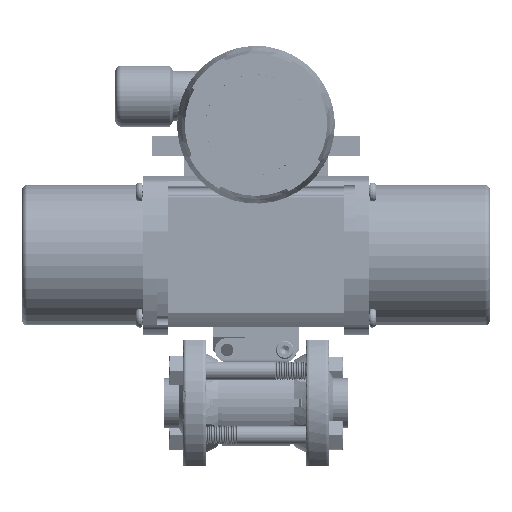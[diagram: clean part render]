
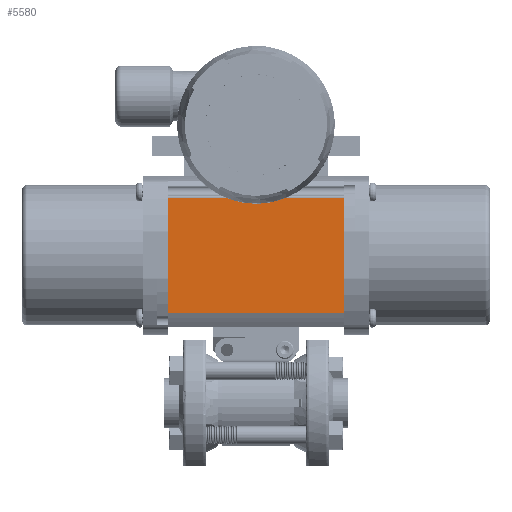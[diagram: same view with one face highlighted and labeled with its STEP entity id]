
A CAD part, top view. The second image highlights one B-rep face of the part: STEP entity #5580.
In plain terms, the highlighted planar face has unit normal (0, 0, 1).
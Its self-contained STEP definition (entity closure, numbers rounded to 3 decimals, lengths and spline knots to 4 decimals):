
#2461 = CARTESIAN_POINT ( 'NONE',  ( 1.5275, 3.5621, 1.17 ) ) ;
#5580 = ADVANCED_FACE ( 'NONE', ( #165807 ), #164335, .F. ) ;
#8614 = CARTESIAN_POINT ( 'NONE',  ( -1.5275, 3.5694, 1.17 ) ) ;
#11574 = EDGE_CURVE ( 'NONE', #30057, #124401, #18597, .T. ) ;
#16392 = EDGE_CURVE ( 'NONE', #104591, #124401, #77757, .T. ) ;
#18597 = LINE ( 'NONE', #227924, #109721 ) ;
#19194 = DIRECTION ( 'NONE',  ( 0., -1., 0. ) ) ;
#20471 = CARTESIAN_POINT ( 'NONE',  ( -5.0403, 1.5679, 1.17 ) ) ;
#30057 = VERTEX_POINT ( 'NONE', #2461 ) ;
#39157 = CARTESIAN_POINT ( 'NONE',  ( -1.5275, 1.5679, 1.17 ) ) ;
#39655 = ORIENTED_EDGE ( 'NONE', *, *, #51848, .T. ) ;
#40076 = DIRECTION ( 'NONE',  ( 1., 0., 0. ) ) ;
#42704 = LINE ( 'NONE', #8614, #197526 ) ;
#46411 = ORIENTED_EDGE ( 'NONE', *, *, #123939, .F. ) ;
#51848 = EDGE_CURVE ( 'NONE', #30057, #129996, #81873, .T. ) ;
#71755 = VECTOR ( 'NONE', #40076, 39.3701 ) ;
#77757 = LINE ( 'NONE', #20471, #71755 ) ;
#81873 = LINE ( 'NONE', #231222, #127515 ) ;
#85791 = DIRECTION ( 'NONE',  ( 0., 1., 0. ) ) ;
#86905 = DIRECTION ( 'NONE',  ( 0., -1., 0. ) ) ;
#100880 = CARTESIAN_POINT ( 'NONE',  ( 1.5275, 1.5679, 1.17 ) ) ;
#104591 = VERTEX_POINT ( 'NONE', #39157 ) ;
#104849 = EDGE_LOOP ( 'NONE', ( #198143, #39655, #46411, #192542 ) ) ;
#109721 = VECTOR ( 'NONE', #19194, 39.3701 ) ;
#114932 = DIRECTION ( 'NONE',  ( -1., 0., 0. ) ) ;
#123939 = EDGE_CURVE ( 'NONE', #104591, #129996, #42704, .T. ) ;
#124401 = VERTEX_POINT ( 'NONE', #100880 ) ;
#127515 = VECTOR ( 'NONE', #114932, 39.3701 ) ;
#129996 = VERTEX_POINT ( 'NONE', #221364 ) ;
#143460 = AXIS2_PLACEMENT_3D ( 'NONE', #183787, #203282, #86905 ) ;
#164335 = PLANE ( 'NONE',  #143460 ) ;
#165807 = FACE_OUTER_BOUND ( 'NONE', #104849, .T. ) ;
#183787 = CARTESIAN_POINT ( 'NONE',  ( -5.0403, 3.5694, 1.17 ) ) ;
#192542 = ORIENTED_EDGE ( 'NONE', *, *, #16392, .T. ) ;
#197526 = VECTOR ( 'NONE', #85791, 39.3701 ) ;
#198143 = ORIENTED_EDGE ( 'NONE', *, *, #11574, .F. ) ;
#203282 = DIRECTION ( 'NONE',  ( 0., 0., -1. ) ) ;
#221364 = CARTESIAN_POINT ( 'NONE',  ( -1.5275, 3.5621, 1.17 ) ) ;
#227924 = CARTESIAN_POINT ( 'NONE',  ( 1.5275, 3.5694, 1.17 ) ) ;
#231222 = CARTESIAN_POINT ( 'NONE',  ( -5.0403, 3.5621, 1.17 ) ) ;
